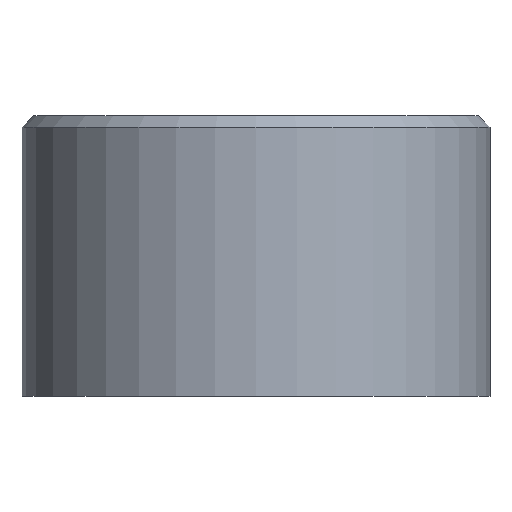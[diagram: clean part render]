
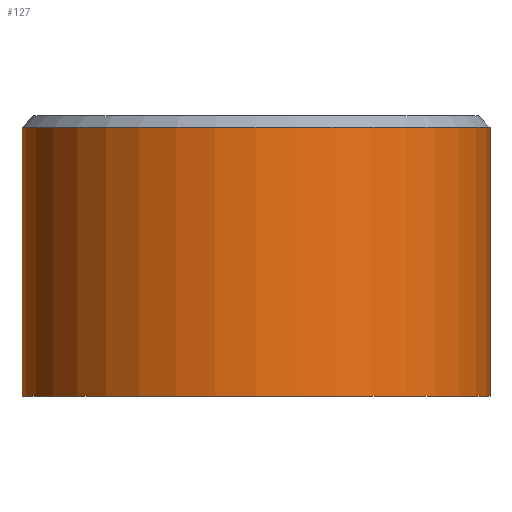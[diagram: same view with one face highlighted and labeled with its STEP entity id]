
A CAD part, front view. The second image highlights one B-rep face of the part: STEP entity #127.
In plain terms, the highlighted cylindrical face has radius 10 mm (diameter 20 mm), a partial arc.
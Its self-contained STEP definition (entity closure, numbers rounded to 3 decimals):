
#3 = EDGE_CURVE ( 'NONE', #83, #82, #122, .T. ) ;
#29 = ORIENTED_EDGE ( 'NONE', *, *, #3, .T. ) ;
#45 = DIRECTION ( 'NONE',  ( 1., 0., 0. ) ) ;
#46 = AXIS2_PLACEMENT_3D ( 'NONE', #106, #110, #45 ) ;
#50 = EDGE_CURVE ( 'NONE', #71, #82, #183, .T. ) ;
#51 = EDGE_CURVE ( 'NONE', #70, #83, #209, .T. ) ;
#53 = ORIENTED_EDGE ( 'NONE', *, *, #128, .T. ) ;
#57 = ORIENTED_EDGE ( 'NONE', *, *, #50, .F. ) ;
#70 = VERTEX_POINT ( 'NONE', #262 ) ;
#71 = VERTEX_POINT ( 'NONE', #308 ) ;
#82 = VERTEX_POINT ( 'NONE', #273 ) ;
#83 = VERTEX_POINT ( 'NONE', #275 ) ;
#93 = EDGE_LOOP ( 'NONE', ( #57, #53, #126, #29 ) ) ;
#106 = CARTESIAN_POINT ( 'NONE',  ( 0., 0., -0.5 ) ) ;
#110 = DIRECTION ( 'NONE',  ( 0., 0., -1. ) ) ;
#122 = CIRCLE ( 'NONE', #46, 10. ) ;
#126 = ORIENTED_EDGE ( 'NONE', *, *, #51, .T. ) ;
#127 = ADVANCED_FACE ( 'NONE', ( #216 ), #182, .T. ) ;
#128 = EDGE_CURVE ( 'NONE', #71, #70, #189, .T. ) ;
#182 = CYLINDRICAL_SURFACE ( 'NONE', #202, 10. ) ;
#183 = LINE ( 'NONE', #214, #213 ) ;
#189 = CIRCLE ( 'NONE', #255, 10. ) ;
#193 = DIRECTION ( 'NONE',  ( 1., 0., 0. ) ) ;
#194 = DIRECTION ( 'NONE',  ( 0., 0., 1. ) ) ;
#195 = CARTESIAN_POINT ( 'NONE',  ( 0., 0., -12. ) ) ;
#202 = AXIS2_PLACEMENT_3D ( 'NONE', #195, #194, #193 ) ;
#206 = DIRECTION ( 'NONE',  ( 0., 0., 1. ) ) ;
#207 = VECTOR ( 'NONE', #206, 1000. ) ;
#208 = CARTESIAN_POINT ( 'NONE',  ( 10., 0., -12. ) ) ;
#209 = LINE ( 'NONE', #208, #207 ) ;
#212 = DIRECTION ( 'NONE',  ( 0., 0., 1. ) ) ;
#213 = VECTOR ( 'NONE', #212, 1000. ) ;
#214 = CARTESIAN_POINT ( 'NONE',  ( -10., 0., -12. ) ) ;
#216 = FACE_OUTER_BOUND ( 'NONE', #93, .T. ) ;
#217 = CARTESIAN_POINT ( 'NONE',  ( 0., 0., -12. ) ) ;
#253 = DIRECTION ( 'NONE',  ( 1., 0., 0. ) ) ;
#254 = DIRECTION ( 'NONE',  ( 0., 0., 1. ) ) ;
#255 = AXIS2_PLACEMENT_3D ( 'NONE', #217, #254, #253 ) ;
#262 = CARTESIAN_POINT ( 'NONE',  ( 10., 0., -12. ) ) ;
#273 = CARTESIAN_POINT ( 'NONE',  ( -10., 0., -0.5 ) ) ;
#275 = CARTESIAN_POINT ( 'NONE',  ( 10., 0., -0.5 ) ) ;
#308 = CARTESIAN_POINT ( 'NONE',  ( -10., 0., -12. ) ) ;
